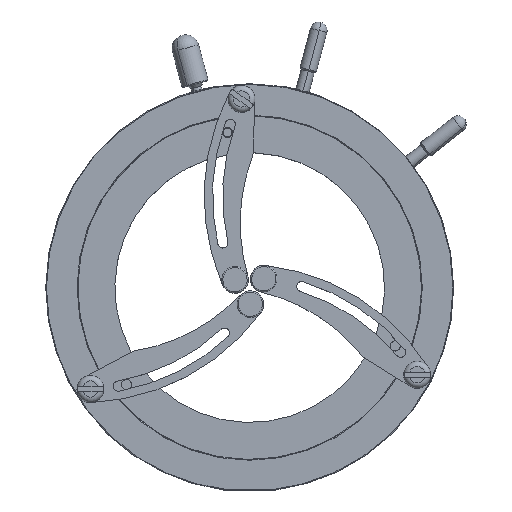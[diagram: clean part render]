
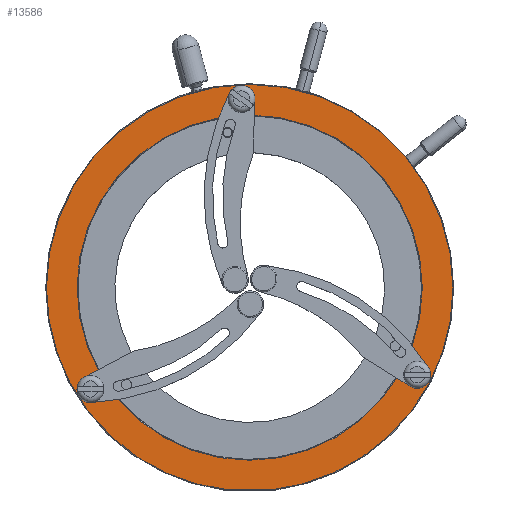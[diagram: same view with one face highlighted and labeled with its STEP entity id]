
A CAD part, top view. The second image highlights one B-rep face of the part: STEP entity #13586.
In plain terms, the highlighted planar face has unit normal (0, 0, 1).
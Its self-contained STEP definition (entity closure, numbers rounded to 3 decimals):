
#143 = AXIS2_PLACEMENT_3D ( 'NONE', #4768, #4716, #2264 ) ;
#176 = CIRCLE ( 'NONE', #6966, 60.3 ) ;
#390 = CARTESIAN_POINT ( 'NONE',  ( -2.443, 55.947, 8. ) ) ;
#498 = VECTOR ( 'NONE', #6223, 1000. ) ;
#841 = CARTESIAN_POINT ( 'NONE',  ( 0.557, 55.947, 8. ) ) ;
#914 = CARTESIAN_POINT ( 'NONE',  ( 0., 0., 8. ) ) ;
#948 = AXIS2_PLACEMENT_3D ( 'NONE', #12271, #2159, #2207 ) ;
#1127 = FACE_BOUND ( 'NONE', #2720, .T. ) ;
#1318 = DIRECTION ( 'NONE',  ( -0.5, 0.866, 0. ) ) ;
#1372 = ORIENTED_EDGE ( 'NONE', *, *, #6272, .F. ) ;
#1791 = DIRECTION ( 'NONE',  ( 0., 0., -1. ) ) ;
#1838 = AXIS2_PLACEMENT_3D ( 'NONE', #14557, #4445, #9519 ) ;
#1919 = AXIS2_PLACEMENT_3D ( 'NONE', #390, #11625, #9304 ) ;
#2070 = ORIENTED_EDGE ( 'NONE', *, *, #10436, .F. ) ;
#2103 = CARTESIAN_POINT ( 'NONE',  ( -6.007, -60., 8. ) ) ;
#2144 = FACE_BOUND ( 'NONE', #10564, .T. ) ;
#2159 = DIRECTION ( 'NONE',  ( 0., 0., 1. ) ) ;
#2192 = DIRECTION ( 'NONE',  ( 0., 0., 1. ) ) ;
#2195 = ORIENTED_EDGE ( 'NONE', *, *, #4877, .T. ) ;
#2207 = DIRECTION ( 'NONE',  ( -0.5, -0.866, 0. ) ) ;
#2237 = CARTESIAN_POINT ( 'NONE',  ( 49.673, -25.858, 8. ) ) ;
#2264 = DIRECTION ( 'NONE',  ( 1., 0., 0. ) ) ;
#2296 = DIRECTION ( 'NONE',  ( -0.5, -0.866, 0. ) ) ;
#2523 = DIRECTION ( 'NONE',  ( 0., 0., 1. ) ) ;
#2537 = AXIS2_PLACEMENT_3D ( 'NONE', #10652, #1791, #7969 ) ;
#2602 = VERTEX_POINT ( 'NONE', #7408 ) ;
#2720 = EDGE_LOOP ( 'NONE', ( #12818, #4296 ) ) ;
#2952 = FACE_BOUND ( 'NONE', #13489, .T. ) ;
#3284 = DIRECTION ( 'NONE',  ( 0., 0., 1. ) ) ;
#3435 = EDGE_CURVE ( 'NONE', #2602, #15411, #4220, .T. ) ;
#3572 = CARTESIAN_POINT ( 'NONE',  ( -7.762, -60., 8. ) ) ;
#4220 = CIRCLE ( 'NONE', #11340, 3. ) ;
#4296 = ORIENTED_EDGE ( 'NONE', *, *, #3435, .F. ) ;
#4320 = CIRCLE ( 'NONE', #1838, 51.2 ) ;
#4445 = DIRECTION ( 'NONE',  ( 0., 0., -1. ) ) ;
#4580 = EDGE_CURVE ( 'NONE', #11967, #15814, #14787, .T. ) ;
#4716 = DIRECTION ( 'NONE',  ( 0., 0., 1. ) ) ;
#4768 = CARTESIAN_POINT ( 'NONE',  ( 0., 0., 8. ) ) ;
#4800 = CARTESIAN_POINT ( 'NONE',  ( 51.173, -23.26, 8. ) ) ;
#4877 = EDGE_CURVE ( 'NONE', #6277, #6629, #14570, .T. ) ;
#4925 = VERTEX_POINT ( 'NONE', #5555 ) ;
#5041 = VERTEX_POINT ( 'NONE', #8235 ) ;
#5534 = VERTEX_POINT ( 'NONE', #8473 ) ;
#5555 = CARTESIAN_POINT ( 'NONE',  ( 48.173, -28.456, 8. ) ) ;
#5637 = ORIENTED_EDGE ( 'NONE', *, *, #7483, .T. ) ;
#5692 = CIRCLE ( 'NONE', #16393, 3. ) ;
#5840 = CARTESIAN_POINT ( 'NONE',  ( -5.443, 55.947, 8. ) ) ;
#6070 = VERTEX_POINT ( 'NONE', #841 ) ;
#6178 = PLANE ( 'NONE',  #143 ) ;
#6223 = DIRECTION ( 'NONE',  ( 1., 0., 0. ) ) ;
#6272 = EDGE_CURVE ( 'NONE', #6070, #7997, #15776, .T. ) ;
#6277 = VERTEX_POINT ( 'NONE', #13061 ) ;
#6432 = EDGE_CURVE ( 'NONE', #5041, #5534, #176, .T. ) ;
#6476 = CARTESIAN_POINT ( 'NONE',  ( -47.23, -30.089, 8. ) ) ;
#6629 = VERTEX_POINT ( 'NONE', #10628 ) ;
#6748 = FACE_BOUND ( 'NONE', #7528, .T. ) ;
#6919 = AXIS2_PLACEMENT_3D ( 'NONE', #914, #2192, #12420 ) ;
#6966 = AXIS2_PLACEMENT_3D ( 'NONE', #15364, #2523, #14016 ) ;
#7281 = DIRECTION ( 'NONE',  ( 1., 0., 0. ) ) ;
#7330 = CARTESIAN_POINT ( 'NONE',  ( 0., 0., 8. ) ) ;
#7408 = CARTESIAN_POINT ( 'NONE',  ( -45.73, -32.687, 8. ) ) ;
#7409 = CARTESIAN_POINT ( 'NONE',  ( -60.3, 0., 8. ) ) ;
#7483 = EDGE_CURVE ( 'NONE', #6629, #6277, #4320, .T. ) ;
#7528 = EDGE_LOOP ( 'NONE', ( #2070, #16083 ) ) ;
#7557 = DIRECTION ( 'NONE',  ( 0., 0., 1. ) ) ;
#7969 = DIRECTION ( 'NONE',  ( 1., 0., 0. ) ) ;
#7997 = VERTEX_POINT ( 'NONE', #5840 ) ;
#8048 = EDGE_CURVE ( 'NONE', #7997, #6070, #10824, .T. ) ;
#8131 = ORIENTED_EDGE ( 'NONE', *, *, #14692, .T. ) ;
#8235 = CARTESIAN_POINT ( 'NONE',  ( 6.007, -60., 8. ) ) ;
#8473 = CARTESIAN_POINT ( 'NONE',  ( 60.3, 0., 8. ) ) ;
#8558 = ORIENTED_EDGE ( 'NONE', *, *, #4580, .T. ) ;
#9304 = DIRECTION ( 'NONE',  ( 1., 0., 0. ) ) ;
#9519 = DIRECTION ( 'NONE',  ( 1., 0., 0. ) ) ;
#9985 = CARTESIAN_POINT ( 'NONE',  ( -48.73, -27.491, 8. ) ) ;
#10152 = DIRECTION ( 'NONE',  ( 0., 0., 1. ) ) ;
#10426 = VERTEX_POINT ( 'NONE', #4800 ) ;
#10436 = EDGE_CURVE ( 'NONE', #4925, #10426, #5692, .T. ) ;
#10564 = EDGE_LOOP ( 'NONE', ( #5637, #2195 ) ) ;
#10628 = CARTESIAN_POINT ( 'NONE',  ( 51.2, 0., 8. ) ) ;
#10652 = CARTESIAN_POINT ( 'NONE',  ( 0., 0., 8. ) ) ;
#10655 = LINE ( 'NONE', #3572, #498 ) ;
#10691 = ORIENTED_EDGE ( 'NONE', *, *, #15336, .T. ) ;
#10824 = CIRCLE ( 'NONE', #11028, 3. ) ;
#10870 = FACE_OUTER_BOUND ( 'NONE', #11560, .T. ) ;
#11028 = AXIS2_PLACEMENT_3D ( 'NONE', #11303, #10152, #11421 ) ;
#11303 = CARTESIAN_POINT ( 'NONE',  ( -2.443, 55.947, 8. ) ) ;
#11314 = AXIS2_PLACEMENT_3D ( 'NONE', #6476, #7557, #1318 ) ;
#11340 = AXIS2_PLACEMENT_3D ( 'NONE', #12125, #3284, #16069 ) ;
#11421 = DIRECTION ( 'NONE',  ( 1., 0., 0. ) ) ;
#11560 = EDGE_LOOP ( 'NONE', ( #10691, #13490, #8131, #8558 ) ) ;
#11570 = CIRCLE ( 'NONE', #948, 3. ) ;
#11625 = DIRECTION ( 'NONE',  ( 0., 0., 1. ) ) ;
#11967 = VERTEX_POINT ( 'NONE', #7409 ) ;
#12125 = CARTESIAN_POINT ( 'NONE',  ( -47.23, -30.089, 8. ) ) ;
#12271 = CARTESIAN_POINT ( 'NONE',  ( 49.673, -25.858, 8. ) ) ;
#12420 = DIRECTION ( 'NONE',  ( 1., 0., 0. ) ) ;
#12728 = EDGE_CURVE ( 'NONE', #15411, #2602, #16501, .T. ) ;
#12818 = ORIENTED_EDGE ( 'NONE', *, *, #12728, .F. ) ;
#12946 = ORIENTED_EDGE ( 'NONE', *, *, #8048, .F. ) ;
#13061 = CARTESIAN_POINT ( 'NONE',  ( -51.2, 0., 8. ) ) ;
#13490 = ORIENTED_EDGE ( 'NONE', *, *, #6432, .T. ) ;
#13489 = EDGE_LOOP ( 'NONE', ( #1372, #12946 ) ) ;
#13586 = ADVANCED_FACE ( 'NONE', ( #1127, #6748, #2952, #2144, #10870 ), #6178, .T. ) ;
#14016 = DIRECTION ( 'NONE',  ( 1., 0., 0. ) ) ;
#14557 = CARTESIAN_POINT ( 'NONE',  ( 0., 0., 8. ) ) ;
#14570 = CIRCLE ( 'NONE', #2537, 51.2 ) ;
#14692 = EDGE_CURVE ( 'NONE', #5534, #11967, #15963, .T. ) ;
#14787 = CIRCLE ( 'NONE', #15321, 60.3 ) ;
#15193 = DIRECTION ( 'NONE',  ( 0., 0., 1. ) ) ;
#15321 = AXIS2_PLACEMENT_3D ( 'NONE', #7330, #16043, #7281 ) ;
#15336 = EDGE_CURVE ( 'NONE', #15814, #5041, #10655, .T. ) ;
#15364 = CARTESIAN_POINT ( 'NONE',  ( 0., 0., 8. ) ) ;
#15411 = VERTEX_POINT ( 'NONE', #9985 ) ;
#15776 = CIRCLE ( 'NONE', #1919, 3. ) ;
#15814 = VERTEX_POINT ( 'NONE', #2103 ) ;
#15963 = CIRCLE ( 'NONE', #6919, 60.3 ) ;
#16043 = DIRECTION ( 'NONE',  ( 0., 0., 1. ) ) ;
#16069 = DIRECTION ( 'NONE',  ( -0.5, 0.866, 0. ) ) ;
#16083 = ORIENTED_EDGE ( 'NONE', *, *, #16090, .F. ) ;
#16090 = EDGE_CURVE ( 'NONE', #10426, #4925, #11570, .T. ) ;
#16393 = AXIS2_PLACEMENT_3D ( 'NONE', #2237, #15193, #2296 ) ;
#16501 = CIRCLE ( 'NONE', #11314, 3. ) ;
